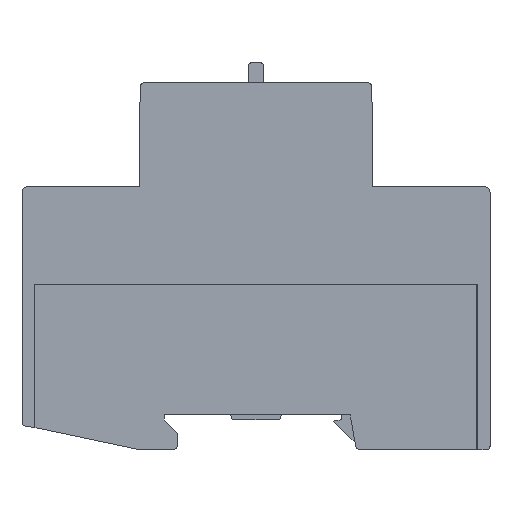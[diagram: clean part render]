
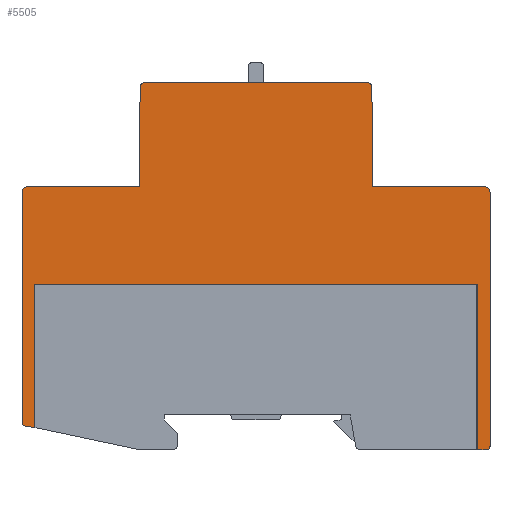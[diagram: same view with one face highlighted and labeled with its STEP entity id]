
A CAD part, left-side view. The second image highlights one B-rep face of the part: STEP entity #5505.
In plain terms, the highlighted planar face has unit normal (-1, 0, 0).
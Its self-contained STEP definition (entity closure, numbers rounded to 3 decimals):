
#5505=ADVANCED_FACE('',(#14772),#14773,.F.);
#8277=VERTEX_POINT('',#17764);
#8281=VERTEX_POINT('',#17768);
#8283=EDGE_CURVE('',#8277,#8281,#17770,.T.);
#10467=VERTEX_POINT('',#19954);
#10471=VERTEX_POINT('',#19958);
#10473=EDGE_CURVE('',#10467,#10471,#19960,.T.);
#10759=VERTEX_POINT('',#20246);
#10763=VERTEX_POINT('',#20250);
#10765=EDGE_CURVE('',#10759,#10763,#20252,.T.);
#10929=VERTEX_POINT('',#20416);
#10933=VERTEX_POINT('',#20420);
#10935=EDGE_CURVE('',#10929,#10933,#20422,.T.);
#11033=VERTEX_POINT('',#20520);
#11037=VERTEX_POINT('',#20524);
#11039=EDGE_CURVE('',#11033,#11037,#20526,.T.);
#11289=VERTEX_POINT('',#20776);
#11293=VERTEX_POINT('',#20780);
#11295=EDGE_CURVE('',#11289,#11293,#20782,.T.);
#11361=EDGE_CURVE('',#11037,#11289,#20848,.T.);
#11363=VERTEX_POINT('',#20850);
#11365=EDGE_CURVE('',#10467,#11363,#20852,.T.);
#11367=VERTEX_POINT('',#20854);
#11369=EDGE_CURVE('',#11367,#11363,#20856,.T.);
#11371=EDGE_CURVE('',#10933,#11367,#20858,.T.);
#11373=EDGE_CURVE('',#10763,#10929,#20860,.T.);
#11375=VERTEX_POINT('',#20862);
#11377=EDGE_CURVE('',#11375,#10759,#20864,.T.);
#11379=EDGE_CURVE('',#8281,#11375,#20866,.T.);
#11381=VERTEX_POINT('',#20868);
#11383=EDGE_CURVE('',#11381,#8277,#20870,.T.);
#11385=EDGE_CURVE('',#11293,#11381,#20872,.T.);
#11387=VERTEX_POINT('',#20874);
#11389=EDGE_CURVE('',#11387,#11033,#20876,.T.);
#11391=VERTEX_POINT('',#20878);
#11393=EDGE_CURVE('',#11391,#11387,#20880,.T.);
#11395=EDGE_CURVE('',#11391,#10471,#20882,.T.);
#14772=FACE_OUTER_BOUND('',#24277,.T.);
#14773=PLANE('',#24278);
#17764=CARTESIAN_POINT('',(0.0,66.283,70.7));
#17768=CARTESIAN_POINT('',(0.0,23.717,70.7));
#17770=LINE('',#28658,#28659);
#19954=CARTESIAN_POINT('',(0.0,2.4,31.8));
#19958=CARTESIAN_POINT('',(0.0,87.6,31.8));
#19960=LINE('',#32192,#32193);
#20246=CARTESIAN_POINT('',(0.0,22.55,50.6));
#20250=CARTESIAN_POINT('',(0.0,1.0,50.6));
#20252=LINE('',#32646,#32647);
#20416=CARTESIAN_POINT('',(0.0,0.0,49.6));
#20420=CARTESIAN_POINT('',(0.0,0.0,0.7));
#20422=LINE('',#32911,#32912);
#20520=CARTESIAN_POINT('',(0.0,90.0,5.287));
#20524=CARTESIAN_POINT('',(0.0,90.0,49.6));
#20526=LINE('',#33077,#33078);
#20776=CARTESIAN_POINT('',(0.0,89.0,50.6));
#20780=CARTESIAN_POINT('',(0.0,67.45,50.6));
#20782=LINE('',#33502,#33503);
#20848=CIRCLE('',#33612,1.0);
#20850=CARTESIAN_POINT('',(0.0,2.4,0.0));
#20852=LINE('',#33617,#33618);
#20854=CARTESIAN_POINT('',(0.0,0.7,0.0));
#20856=LINE('',#33623,#33624);
#20858=CIRCLE('',#33627,0.7);
#20860=CIRCLE('',#33630,1.0);
#20862=CARTESIAN_POINT('',(0.0,22.717,69.709));
#20864=LINE('',#33635,#33636);
#20866=CIRCLE('',#33639,1.0);
#20868=CARTESIAN_POINT('',(0.0,67.283,69.709));
#20870=CIRCLE('',#33644,1.0);
#20872=LINE('',#33647,#33648);
#20874=CARTESIAN_POINT('',(0.0,89.422,4.598));
#20876=CIRCLE('',#33653,0.7);
#20878=CARTESIAN_POINT('',(0.0,87.6,4.277));
#20880=LINE('',#33658,#33659);
#20882=LINE('',#33662,#33663);
#24277=EDGE_LOOP('',(#41572,#41573,#41574,#41575,#41576,#41577,#41578,#41579,#41580,#41581,#41582,#41583,#41584,#41585,#41586,#41587,#41588,#41589));
#24278=AXIS2_PLACEMENT_3D('',#41590,#41591,#41592);
#28658=CARTESIAN_POINT('',(0.0,66.283,70.7));
#28659=VECTOR('',#44256,42.567);
#32192=CARTESIAN_POINT('',(0.0,2.4,31.8));
#32193=VECTOR('',#45178,85.2);
#32646=CARTESIAN_POINT('',(0.0,22.55,50.6));
#32647=VECTOR('',#45269,21.55);
#32911=CARTESIAN_POINT('',(0.0,0.0,49.6));
#32912=VECTOR('',#45335,48.9);
#33077=CARTESIAN_POINT('',(0.0,90.0,5.287));
#33078=VECTOR('',#45366,44.313);
#33502=CARTESIAN_POINT('',(0.0,89.0,50.6));
#33503=VECTOR('',#45442,21.55);
#33612=AXIS2_PLACEMENT_3D('',#45485,#45486,#45487);
#33617=CARTESIAN_POINT('',(0.0,2.4,31.8));
#33618=VECTOR('',#45488,31.8);
#33623=CARTESIAN_POINT('',(0.0,0.7,0.0));
#33624=VECTOR('',#45489,1.7);
#33627=AXIS2_PLACEMENT_3D('',#45490,#45491,#45492);
#33630=AXIS2_PLACEMENT_3D('',#45493,#45494,#45495);
#33635=CARTESIAN_POINT('',(0.0,22.717,69.709));
#33636=VECTOR('',#45496,19.109);
#33639=AXIS2_PLACEMENT_3D('',#45497,#45498,#45499);
#33644=AXIS2_PLACEMENT_3D('',#45500,#45501,#45502);
#33647=CARTESIAN_POINT('',(0.0,67.45,50.6));
#33648=VECTOR('',#45503,19.109);
#33653=AXIS2_PLACEMENT_3D('',#45504,#45505,#45506);
#33658=CARTESIAN_POINT('',(0.0,87.6,4.277));
#33659=VECTOR('',#45507,1.85);
#33662=CARTESIAN_POINT('',(0.0,87.6,4.277));
#33663=VECTOR('',#45508,27.523);
#41572=ORIENTED_EDGE('',*,*,#11365,.T.);
#41573=ORIENTED_EDGE('',*,*,#11369,.F.);
#41574=ORIENTED_EDGE('',*,*,#11371,.F.);
#41575=ORIENTED_EDGE('',*,*,#10935,.F.);
#41576=ORIENTED_EDGE('',*,*,#11373,.F.);
#41577=ORIENTED_EDGE('',*,*,#10765,.F.);
#41578=ORIENTED_EDGE('',*,*,#11377,.F.);
#41579=ORIENTED_EDGE('',*,*,#11379,.F.);
#41580=ORIENTED_EDGE('',*,*,#8283,.F.);
#41581=ORIENTED_EDGE('',*,*,#11383,.F.);
#41582=ORIENTED_EDGE('',*,*,#11385,.F.);
#41583=ORIENTED_EDGE('',*,*,#11295,.F.);
#41584=ORIENTED_EDGE('',*,*,#11361,.F.);
#41585=ORIENTED_EDGE('',*,*,#11039,.F.);
#41586=ORIENTED_EDGE('',*,*,#11389,.F.);
#41587=ORIENTED_EDGE('',*,*,#11393,.F.);
#41588=ORIENTED_EDGE('',*,*,#11395,.T.);
#41589=ORIENTED_EDGE('',*,*,#10473,.F.);
#41590=CARTESIAN_POINT('',(0.0,45.0,70.7));
#41591=DIRECTION('',(1.0,0.0,0.0));
#41592=DIRECTION('',(0.0,0.0,-1.0));
#44256=DIRECTION('',(0.0,-1.0,0.0));
#45178=DIRECTION('',(0.0,1.0,0.0));
#45269=DIRECTION('',(0.0,-1.0,0.0));
#45335=DIRECTION('',(0.0,0.0,-1.0));
#45366=DIRECTION('',(0.0,0.0,1.0));
#45442=DIRECTION('',(0.0,-1.0,0.0));
#45485=CARTESIAN_POINT('',(0.0,89.0,49.6));
#45486=DIRECTION('',(1.0,0.0,0.0));
#45487=DIRECTION('',(0.0,1.0,0.0));
#45488=DIRECTION('',(0.0,0.0,-1.0));
#45489=DIRECTION('',(0.0,1.0,0.0));
#45490=CARTESIAN_POINT('',(0.0,0.7,0.7));
#45491=DIRECTION('',(1.0,0.0,0.0));
#45492=DIRECTION('',(0.0,-1.0,0.));
#45493=CARTESIAN_POINT('',(0.0,1.0,49.6));
#45494=DIRECTION('',(1.0,0.0,-0.0));
#45495=DIRECTION('',(0.0,0.,1.0));
#45496=DIRECTION('',(0.0,-0.009,-1.));
#45497=CARTESIAN_POINT('',(0.0,23.717,69.7));
#45498=DIRECTION('',(1.0,0.0,-0.0));
#45499=DIRECTION('',(0.0,0.0,1.0));
#45500=CARTESIAN_POINT('',(0.0,66.283,69.7));
#45501=DIRECTION('',(1.0,0.0,-0.0));
#45502=DIRECTION('',(0.0,1.,0.009));
#45503=DIRECTION('',(0.0,-0.009,1.));
#45504=CARTESIAN_POINT('',(0.0,89.3,5.287));
#45505=DIRECTION('',(1.0,0.0,0.0));
#45506=DIRECTION('',(0.0,0.174,-0.985));
#45507=DIRECTION('',(0.0,0.985,0.174));
#45508=DIRECTION('',(0.0,0.0,1.0));
